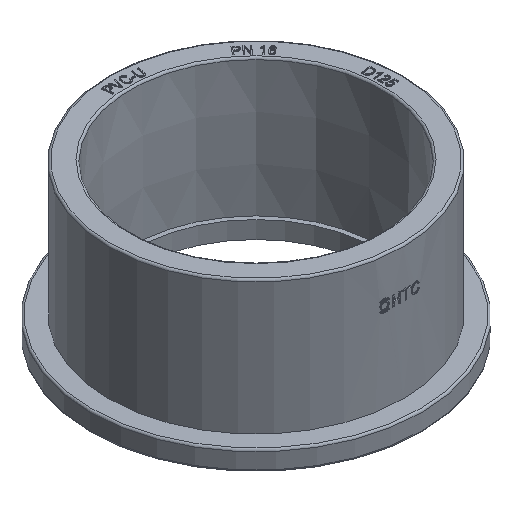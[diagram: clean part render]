
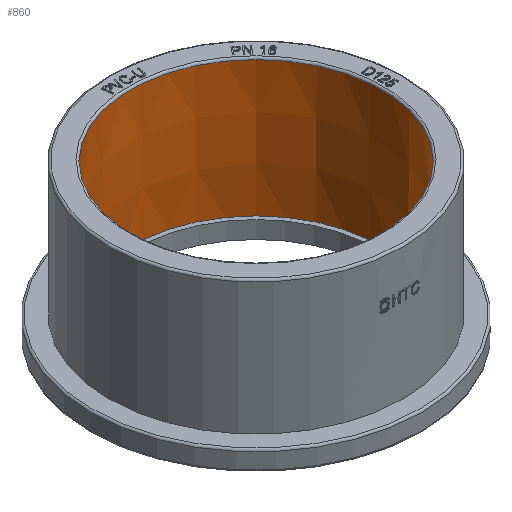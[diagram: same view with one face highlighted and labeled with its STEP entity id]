
A CAD part, isometric view. The second image highlights one B-rep face of the part: STEP entity #860.
In plain terms, the highlighted conical face has half-angle 0.627 degrees and reference radius 63 mm.
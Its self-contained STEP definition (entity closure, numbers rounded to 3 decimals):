
#355=CONICAL_SURFACE('',#4118,63.,0.627);
#860=ADVANCED_FACE('',(#1261,#1262),#355,.F.);
#1209=CIRCLE('',#4115,62.25);
#1210=CIRCLE('',#4117,62.989);
#1261=FACE_BOUND('',#1336,.T.);
#1262=FACE_BOUND('',#1337,.T.);
#1336=EDGE_LOOP('',(#1750));
#1337=EDGE_LOOP('',(#1751));
#1750=ORIENTED_EDGE('',*,*,#3272,.T.);
#1751=ORIENTED_EDGE('',*,*,#3271,.T.);
#2884=VERTEX_POINT('',#5995);
#2885=VERTEX_POINT('',#5998);
#3271=EDGE_CURVE('',#2884,#2884,#1209,.T.);
#3272=EDGE_CURVE('',#2885,#2885,#1210,.T.);
#4115=AXIS2_PLACEMENT_3D('',#5994,#4345,#4346);
#4117=AXIS2_PLACEMENT_3D('',#5997,#4349,#4350);
#4118=AXIS2_PLACEMENT_3D('',#5999,#4351,#4352);
#4345=DIRECTION('',(0.,0.,-1.));
#4346=DIRECTION('',(-0.707,-0.707,0.));
#4349=DIRECTION('',(0.,0.,1.));
#4350=DIRECTION('',(0.707,0.707,0.));
#4351=DIRECTION('',(0.,0.,1.));
#4352=DIRECTION('',(-0.707,-0.707,0.));
#5994=CARTESIAN_POINT('',(1179.,0.,-1.3));
#5995=CARTESIAN_POINT('',(1134.983,-44.017,-1.3));
#5997=CARTESIAN_POINT('',(1179.,0.,66.211));
#5998=CARTESIAN_POINT('',(1223.54,44.54,66.211));
#5999=CARTESIAN_POINT('',(1179.,0.,67.2));
